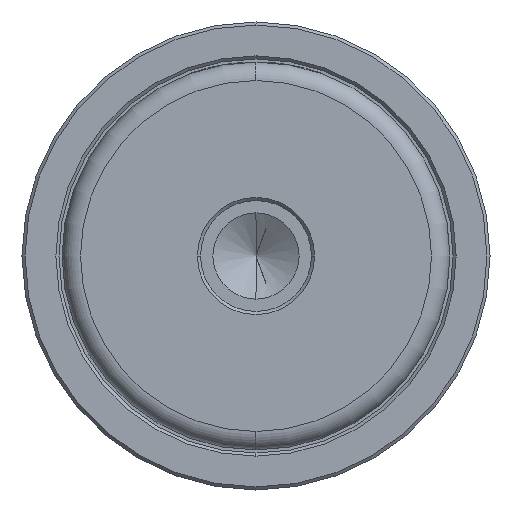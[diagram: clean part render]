
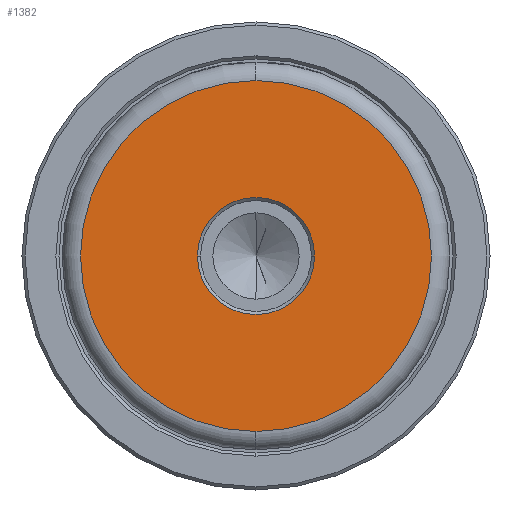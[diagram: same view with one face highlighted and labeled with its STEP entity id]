
A CAD part, left-side view. The second image highlights one B-rep face of the part: STEP entity #1382.
In plain terms, the highlighted planar face has unit normal (-1, 0, 0).
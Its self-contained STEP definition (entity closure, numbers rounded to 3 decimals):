
#25 = CARTESIAN_POINT ( 'NONE',  ( 0., 0., 0. ) ) ;
#45 = CARTESIAN_POINT ( 'NONE',  ( 0., 0., 0. ) ) ;
#62 = DIRECTION ( 'NONE',  ( 1., 0., 0. ) ) ;
#254 = DIRECTION ( 'NONE',  ( 0., 0., 1. ) ) ;
#350 = AXIS2_PLACEMENT_3D ( 'NONE', #45, #1490, #254 ) ;
#442 = AXIS2_PLACEMENT_3D ( 'NONE', #25, #1873, #658 ) ;
#608 = VERTEX_POINT ( 'NONE', #2080 ) ;
#638 = AXIS2_PLACEMENT_3D ( 'NONE', #2126, #921, #2330 ) ;
#658 = DIRECTION ( 'NONE',  ( 0., 0., 1. ) ) ;
#812 = EDGE_LOOP ( 'NONE', ( #2402, #1945 ) ) ;
#816 = CARTESIAN_POINT ( 'NONE',  ( 0., 0., 0. ) ) ;
#845 = FACE_OUTER_BOUND ( 'NONE', #1577, .T. ) ;
#921 = DIRECTION ( 'NONE',  ( -1., 0., 0. ) ) ;
#1003 = EDGE_CURVE ( 'NONE', #1835, #2024, #2074, .T. ) ;
#1015 = DIRECTION ( 'NONE',  ( 0., 0., 1. ) ) ;
#1103 = AXIS2_PLACEMENT_3D ( 'NONE', #1306, #62, #1507 ) ;
#1213 = EDGE_CURVE ( 'NONE', #1320, #608, #1358, .T. ) ;
#1229 = AXIS2_PLACEMENT_3D ( 'NONE', #816, #2215, #1015 ) ;
#1264 = PLANE ( 'NONE',  #442 ) ;
#1306 = CARTESIAN_POINT ( 'NONE',  ( 0., 0., 0. ) ) ;
#1320 = VERTEX_POINT ( 'NONE', #2043 ) ;
#1358 = CIRCLE ( 'NONE', #638, 28.497 ) ;
#1382 = ADVANCED_FACE ( 'NONE', ( #1969, #845 ), #1264, .T. ) ;
#1490 = DIRECTION ( 'NONE',  ( 1., 0., 0. ) ) ;
#1507 = DIRECTION ( 'NONE',  ( 0., 0., 1. ) ) ;
#1577 = EDGE_LOOP ( 'NONE', ( #2562, #1867 ) ) ;
#1644 = CARTESIAN_POINT ( 'NONE',  ( 0., 9.5, 0. ) ) ;
#1835 = VERTEX_POINT ( 'NONE', #2615 ) ;
#1867 = ORIENTED_EDGE ( 'NONE', *, *, #1213, .T. ) ;
#1873 = DIRECTION ( 'NONE',  ( -1., 0., 0. ) ) ;
#1930 = EDGE_CURVE ( 'NONE', #608, #1320, #2109, .T. ) ;
#1945 = ORIENTED_EDGE ( 'NONE', *, *, #2477, .T. ) ;
#1969 = FACE_BOUND ( 'NONE', #812, .T. ) ;
#2024 = VERTEX_POINT ( 'NONE', #1644 ) ;
#2043 = CARTESIAN_POINT ( 'NONE',  ( 0., 0., -28.497 ) ) ;
#2074 = CIRCLE ( 'NONE', #1103, 9.5 ) ;
#2080 = CARTESIAN_POINT ( 'NONE',  ( 0., 0., 28.497 ) ) ;
#2109 = CIRCLE ( 'NONE', #1229, 28.497 ) ;
#2126 = CARTESIAN_POINT ( 'NONE',  ( 0., 0., 0. ) ) ;
#2170 = CIRCLE ( 'NONE', #350, 9.5 ) ;
#2215 = DIRECTION ( 'NONE',  ( -1., 0., 0. ) ) ;
#2330 = DIRECTION ( 'NONE',  ( 0., 0., 1. ) ) ;
#2402 = ORIENTED_EDGE ( 'NONE', *, *, #1003, .T. ) ;
#2477 = EDGE_CURVE ( 'NONE', #2024, #1835, #2170, .T. ) ;
#2562 = ORIENTED_EDGE ( 'NONE', *, *, #1930, .T. ) ;
#2615 = CARTESIAN_POINT ( 'NONE',  ( 0., -9.5, 0. ) ) ;
